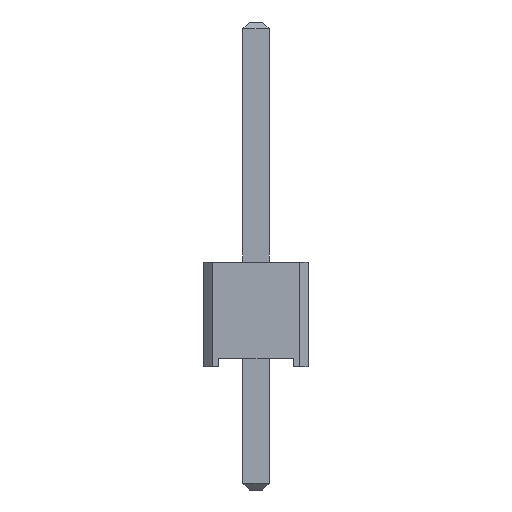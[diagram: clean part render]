
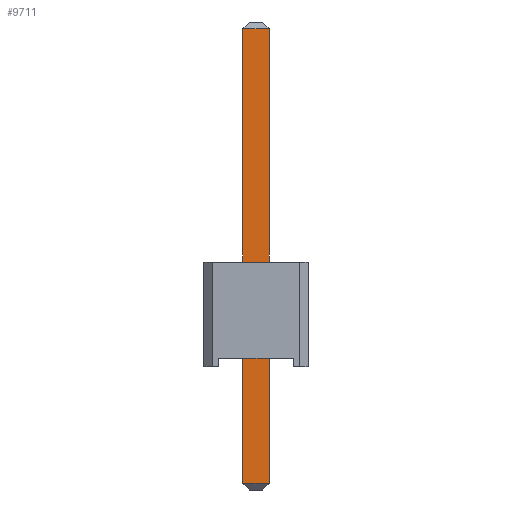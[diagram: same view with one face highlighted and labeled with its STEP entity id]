
A CAD part, left-side view. The second image highlights one B-rep face of the part: STEP entity #9711.
In plain terms, the highlighted planar face has unit normal (-1, 0, 0).
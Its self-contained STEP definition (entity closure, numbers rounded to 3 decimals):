
#9595 = EDGE_CURVE('',#9596,#9598,#9600,.T.);
#9596 = VERTEX_POINT('',#9597);
#9597 = CARTESIAN_POINT('',(-0.32,0.32,-2.84));
#9598 = VERTEX_POINT('',#9599);
#9599 = CARTESIAN_POINT('',(-0.32,0.32,8.22));
#9600 = SURFACE_CURVE('',#9601,(#9605,#9617),.PCURVE_S1.);
#9601 = LINE('',#9602,#9603);
#9602 = CARTESIAN_POINT('',(-0.32,0.32,-3.));
#9603 = VECTOR('',#9604,1.);
#9604 = DIRECTION('',(0.,0.,1.));
#9605 = PCURVE('',#9606,#9611);
#9606 = PLANE('',#9607);
#9607 = AXIS2_PLACEMENT_3D('',#9608,#9609,#9610);
#9608 = CARTESIAN_POINT('',(-0.32,0.32,-3.));
#9609 = DIRECTION('',(0.,1.,0.));
#9610 = DIRECTION('',(1.,0.,0.));
#9611 = DEFINITIONAL_REPRESENTATION('',(#9612),#9616);
#9612 = LINE('',#9613,#9614);
#9613 = CARTESIAN_POINT('',(0.,0.));
#9614 = VECTOR('',#9615,1.);
#9615 = DIRECTION('',(0.,-1.));
#9616 = ( GEOMETRIC_REPRESENTATION_CONTEXT(2) 
PARAMETRIC_REPRESENTATION_CONTEXT() REPRESENTATION_CONTEXT('2D SPACE',''
  ) );
#9617 = PCURVE('',#9618,#9623);
#9618 = PLANE('',#9619);
#9619 = AXIS2_PLACEMENT_3D('',#9620,#9621,#9622);
#9620 = CARTESIAN_POINT('',(-0.32,-0.32,-3.));
#9621 = DIRECTION('',(-1.,0.,0.));
#9622 = DIRECTION('',(0.,1.,0.));
#9623 = DEFINITIONAL_REPRESENTATION('',(#9624),#9628);
#9624 = LINE('',#9625,#9626);
#9625 = CARTESIAN_POINT('',(0.64,0.));
#9626 = VECTOR('',#9627,1.);
#9627 = DIRECTION('',(0.,-1.));
#9628 = ( GEOMETRIC_REPRESENTATION_CONTEXT(2) 
PARAMETRIC_REPRESENTATION_CONTEXT() REPRESENTATION_CONTEXT('2D SPACE',''
  ) );
#9711 = ADVANCED_FACE('',(#9712),#9618,.T.);
#9712 = FACE_BOUND('',#9713,.T.);
#9713 = EDGE_LOOP('',(#9714,#9744,#9770,#9771));
#9714 = ORIENTED_EDGE('',*,*,#9715,.T.);
#9715 = EDGE_CURVE('',#9716,#9718,#9720,.T.);
#9716 = VERTEX_POINT('',#9717);
#9717 = CARTESIAN_POINT('',(-0.32,-0.32,-2.84));
#9718 = VERTEX_POINT('',#9719);
#9719 = CARTESIAN_POINT('',(-0.32,-0.32,8.22));
#9720 = SURFACE_CURVE('',#9721,(#9725,#9732),.PCURVE_S1.);
#9721 = LINE('',#9722,#9723);
#9722 = CARTESIAN_POINT('',(-0.32,-0.32,-3.));
#9723 = VECTOR('',#9724,1.);
#9724 = DIRECTION('',(0.,0.,1.));
#9725 = PCURVE('',#9618,#9726);
#9726 = DEFINITIONAL_REPRESENTATION('',(#9727),#9731);
#9727 = LINE('',#9728,#9729);
#9728 = CARTESIAN_POINT('',(0.,0.));
#9729 = VECTOR('',#9730,1.);
#9730 = DIRECTION('',(0.,-1.));
#9731 = ( GEOMETRIC_REPRESENTATION_CONTEXT(2) 
PARAMETRIC_REPRESENTATION_CONTEXT() REPRESENTATION_CONTEXT('2D SPACE',''
  ) );
#9732 = PCURVE('',#9733,#9738);
#9733 = PLANE('',#9734);
#9734 = AXIS2_PLACEMENT_3D('',#9735,#9736,#9737);
#9735 = CARTESIAN_POINT('',(0.32,-0.32,-3.));
#9736 = DIRECTION('',(0.,-1.,0.));
#9737 = DIRECTION('',(-1.,0.,0.));
#9738 = DEFINITIONAL_REPRESENTATION('',(#9739),#9743);
#9739 = LINE('',#9740,#9741);
#9740 = CARTESIAN_POINT('',(0.64,0.));
#9741 = VECTOR('',#9742,1.);
#9742 = DIRECTION('',(0.,-1.));
#9743 = ( GEOMETRIC_REPRESENTATION_CONTEXT(2) 
PARAMETRIC_REPRESENTATION_CONTEXT() REPRESENTATION_CONTEXT('2D SPACE',''
  ) );
#9744 = ORIENTED_EDGE('',*,*,#9745,.T.);
#9745 = EDGE_CURVE('',#9718,#9598,#9746,.T.);
#9746 = SURFACE_CURVE('',#9747,(#9751,#9758),.PCURVE_S1.);
#9747 = LINE('',#9748,#9749);
#9748 = CARTESIAN_POINT('',(-0.32,-0.32,8.22));
#9749 = VECTOR('',#9750,1.);
#9750 = DIRECTION('',(0.,1.,0.));
#9751 = PCURVE('',#9618,#9752);
#9752 = DEFINITIONAL_REPRESENTATION('',(#9753),#9757);
#9753 = LINE('',#9754,#9755);
#9754 = CARTESIAN_POINT('',(0.,-11.22));
#9755 = VECTOR('',#9756,1.);
#9756 = DIRECTION('',(1.,0.));
#9757 = ( GEOMETRIC_REPRESENTATION_CONTEXT(2) 
PARAMETRIC_REPRESENTATION_CONTEXT() REPRESENTATION_CONTEXT('2D SPACE',''
  ) );
#9758 = PCURVE('',#9759,#9764);
#9759 = PLANE('',#9760);
#9760 = AXIS2_PLACEMENT_3D('',#9761,#9762,#9763);
#9761 = CARTESIAN_POINT('',(-0.24,-0.32,8.3));
#9762 = DIRECTION('',(-0.707,0.,0.707
    ));
#9763 = DIRECTION('',(0.,-1.,0.));
#9764 = DEFINITIONAL_REPRESENTATION('',(#9765),#9769);
#9765 = LINE('',#9766,#9767);
#9766 = CARTESIAN_POINT('',(0.,-0.113));
#9767 = VECTOR('',#9768,1.);
#9768 = DIRECTION('',(-1.,0.));
#9769 = ( GEOMETRIC_REPRESENTATION_CONTEXT(2) 
PARAMETRIC_REPRESENTATION_CONTEXT() REPRESENTATION_CONTEXT('2D SPACE',''
  ) );
#9770 = ORIENTED_EDGE('',*,*,#9595,.F.);
#9771 = ORIENTED_EDGE('',*,*,#9772,.F.);
#9772 = EDGE_CURVE('',#9716,#9596,#9773,.T.);
#9773 = SURFACE_CURVE('',#9774,(#9778,#9785),.PCURVE_S1.);
#9774 = LINE('',#9775,#9776);
#9775 = CARTESIAN_POINT('',(-0.32,-0.32,-2.84));
#9776 = VECTOR('',#9777,1.);
#9777 = DIRECTION('',(0.,1.,0.));
#9778 = PCURVE('',#9618,#9779);
#9779 = DEFINITIONAL_REPRESENTATION('',(#9780),#9784);
#9780 = LINE('',#9781,#9782);
#9781 = CARTESIAN_POINT('',(0.,-0.16));
#9782 = VECTOR('',#9783,1.);
#9783 = DIRECTION('',(1.,0.));
#9784 = ( GEOMETRIC_REPRESENTATION_CONTEXT(2) 
PARAMETRIC_REPRESENTATION_CONTEXT() REPRESENTATION_CONTEXT('2D SPACE',''
  ) );
#9785 = PCURVE('',#9786,#9791);
#9786 = PLANE('',#9787);
#9787 = AXIS2_PLACEMENT_3D('',#9788,#9789,#9790);
#9788 = CARTESIAN_POINT('',(-0.24,-0.32,-2.92));
#9789 = DIRECTION('',(0.707,0.,0.707));
#9790 = DIRECTION('',(0.,-1.,0.));
#9791 = DEFINITIONAL_REPRESENTATION('',(#9792),#9796);
#9792 = LINE('',#9793,#9794);
#9793 = CARTESIAN_POINT('',(0.,-0.113));
#9794 = VECTOR('',#9795,1.);
#9795 = DIRECTION('',(-1.,0.));
#9796 = ( GEOMETRIC_REPRESENTATION_CONTEXT(2) 
PARAMETRIC_REPRESENTATION_CONTEXT() REPRESENTATION_CONTEXT('2D SPACE',''
  ) );
